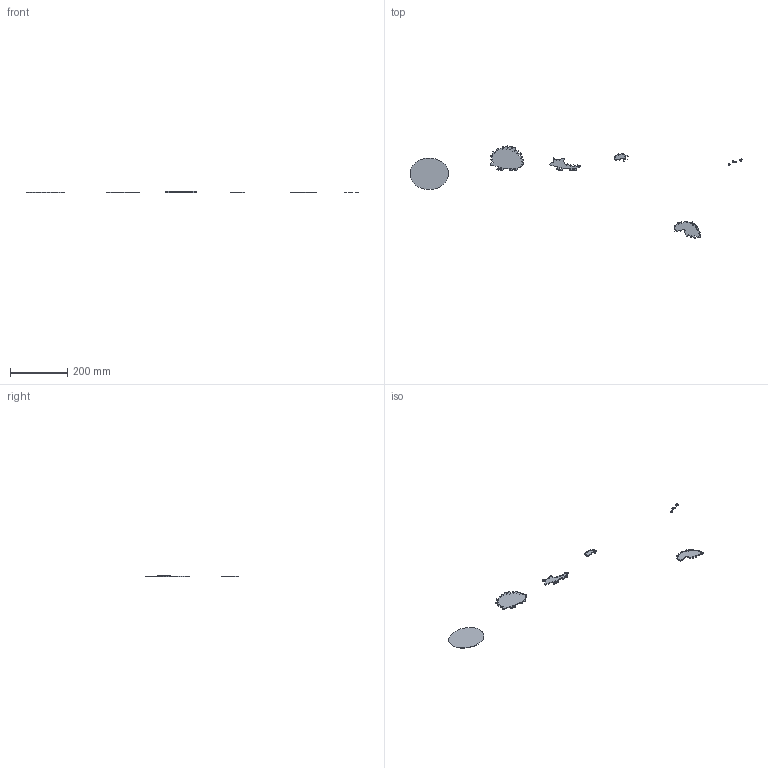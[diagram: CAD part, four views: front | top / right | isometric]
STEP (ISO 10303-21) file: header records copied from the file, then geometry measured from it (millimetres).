
FILE_DESCRIPTION(/* description */ (''),/* implementation_level */ '2;1');
FILE_NAME(/* name */ 'Hedgehog v6.stp',/* time_stamp */ '2022-09-22T11:55:53+02:00',/* author */ (''),/* organization */ (''),/* preprocessor_version */ 'ST-DEVELOPER v19',/* originating_system */ 'Autodesk Translation Framework v11.7.0.108',/* authorisation */ '');
FILE_SCHEMA (('AUTOMOTIVE_DESIGN { 1 0 10303 214 3 1 1 }'));
Length unit declared in the file: millimetre
Products named in the file (1): Hedgehog
Bounding box: 1156.1 x 320.73 x 4 mm (x, y, z)
Volume: 41240.2 mm3; surface area: 53354.7 mm2
Topology: 9 solids, 9 shells, 285 faces, 801 edges, 534 vertices
Faces by surface type: bspline 255, plane 30
Entity records: 9759 total; most frequent: CARTESIAN_POINT 4788, ORIENTED_EDGE 1602, EDGE_CURVE 801, VERTEX_POINT 534, DIRECTION 357, LINE 291, VECTOR 291, FACE_OUTER_BOUND 285
